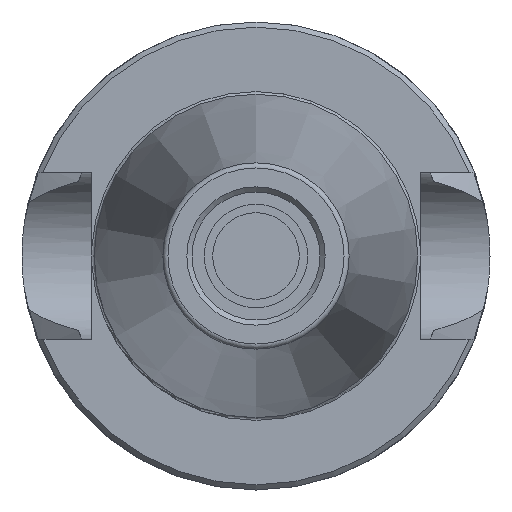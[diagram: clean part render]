
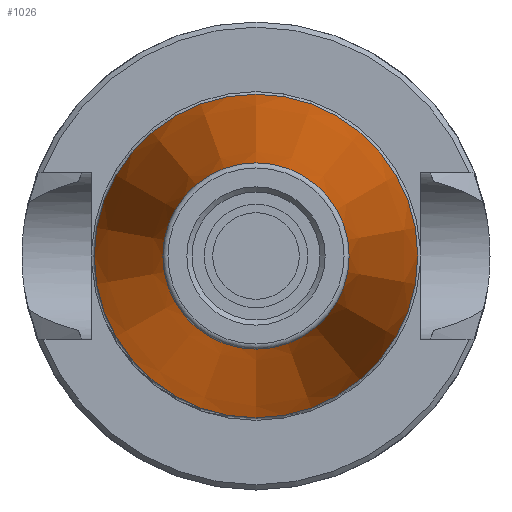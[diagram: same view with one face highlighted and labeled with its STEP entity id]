
A CAD part, left-side view. The second image highlights one B-rep face of the part: STEP entity #1026.
In plain terms, the highlighted conical face has half-angle 7.973 degrees and reference radius 15.875 mm.
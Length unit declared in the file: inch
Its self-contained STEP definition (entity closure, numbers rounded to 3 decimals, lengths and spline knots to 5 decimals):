
#85=CONICAL_SURFACE('',#1153,0.625,0.139);
#154=LINE('',#1885,#209);
#209=VECTOR('',#1440,0.625);
#288=FACE_OUTER_BOUND('',#352,.T.);
#352=EDGE_LOOP('',(#891,#892,#893,#894,#895));
#408=CIRCLE('',#1141,0.35991);
#415=CIRCLE('',#1154,0.625);
#416=CIRCLE('',#1155,0.625);
#520=VERTEX_POINT('',#1860);
#526=VERTEX_POINT('',#1882);
#527=VERTEX_POINT('',#1883);
#647=EDGE_CURVE('',#520,#520,#408,.T.);
#657=EDGE_CURVE('',#526,#527,#415,.T.);
#658=EDGE_CURVE('',#527,#520,#154,.T.);
#659=EDGE_CURVE('',#527,#526,#416,.T.);
#891=ORIENTED_EDGE('',*,*,#657,.T.);
#892=ORIENTED_EDGE('',*,*,#658,.T.);
#893=ORIENTED_EDGE('',*,*,#647,.T.);
#894=ORIENTED_EDGE('',*,*,#658,.F.);
#895=ORIENTED_EDGE('',*,*,#659,.T.);
#1026=ADVANCED_FACE('',(#288),#85,.T.);
#1141=AXIS2_PLACEMENT_3D('',#1861,#1409,#1410);
#1153=AXIS2_PLACEMENT_3D('',#1881,#1436,#1437);
#1154=AXIS2_PLACEMENT_3D('',#1884,#1438,#1439);
#1155=AXIS2_PLACEMENT_3D('',#1886,#1441,#1442);
#1409=DIRECTION('center_axis',(1.,0.,0.));
#1410=DIRECTION('ref_axis',(0.,0.,1.));
#1436=DIRECTION('center_axis',(1.,0.,0.));
#1437=DIRECTION('ref_axis',(0.,0.,-1.));
#1438=DIRECTION('center_axis',(-1.,0.,0.));
#1439=DIRECTION('ref_axis',(0.,0.,1.));
#1440=DIRECTION('',(-0.99,0.,-0.139));
#1441=DIRECTION('center_axis',(-1.,0.,0.));
#1442=DIRECTION('ref_axis',(0.,0.,1.));
#1860=CARTESIAN_POINT('',(-1.89277,0.,0.35991));
#1861=CARTESIAN_POINT('Origin',(-1.89277,0.,0.));
#1881=CARTESIAN_POINT('Origin',(0.,0.,0.));
#1882=CARTESIAN_POINT('',(0.,0.,-0.625));
#1883=CARTESIAN_POINT('',(0.,0.,0.625));
#1884=CARTESIAN_POINT('Origin',(0.,0.,0.));
#1885=CARTESIAN_POINT('',(0.,0.,0.625));
#1886=CARTESIAN_POINT('Origin',(0.,0.,0.));
